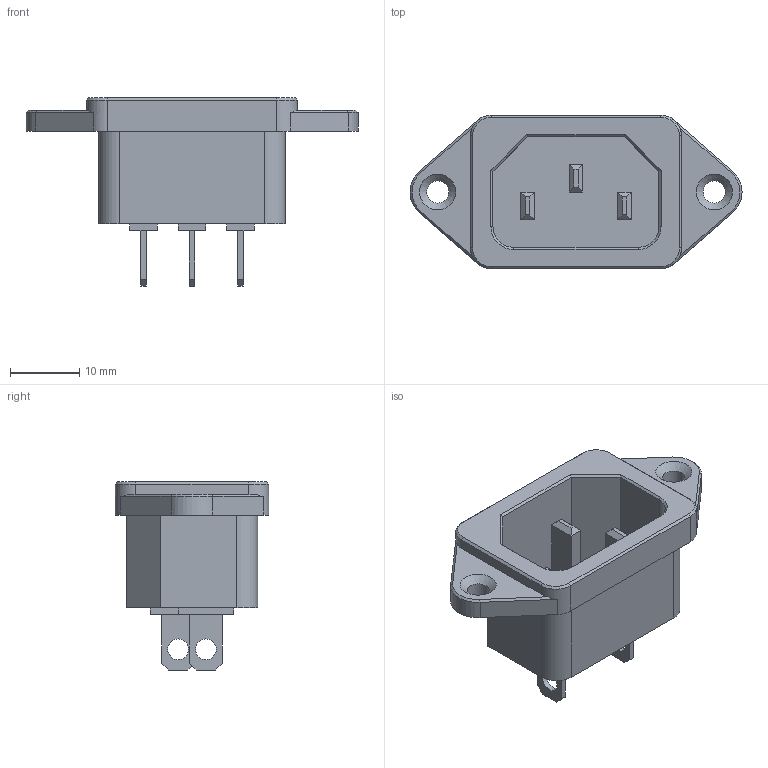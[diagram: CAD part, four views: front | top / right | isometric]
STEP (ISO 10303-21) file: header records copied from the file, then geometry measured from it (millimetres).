
FILE_DESCRIPTION((''),'2;1');
FILE_NAME('Евровилка AS-207.stp','2016-09-27T12:05:28',('p.domozhilov'),(''),'Autodesk Inventor 2013','Autodesk Inventor 2013','');
FILE_SCHEMA(('AUTOMOTIVE_DESIGN { 1 0 10303 214 1 1 1 1 }'));
Length unit declared in the file: millimetre
Products named in the file (1): Евровилка AS-207
Bounding box: 48 x 22.2 x 27.2 mm (x, y, z)
Volume: 4655.7 mm3; surface area: 5338.7 mm2
Topology: 1 solids, 1 shells, 128 faces, 311 edges, 196 vertices
Faces by surface type: plane 103, cylinder 15, cone 10
Full cylindrical faces by diameter (mm): 3 x3, 3.2 x2
Entity records: 3740 total; most frequent: CARTESIAN_POINT 629, DIRECTION 610, ORIENTED_EDGE 608, EDGE_CURVE 304, VECTOR 256, LINE 256, VERTEX_POINT 196, AXIS2_PLACEMENT_3D 177
